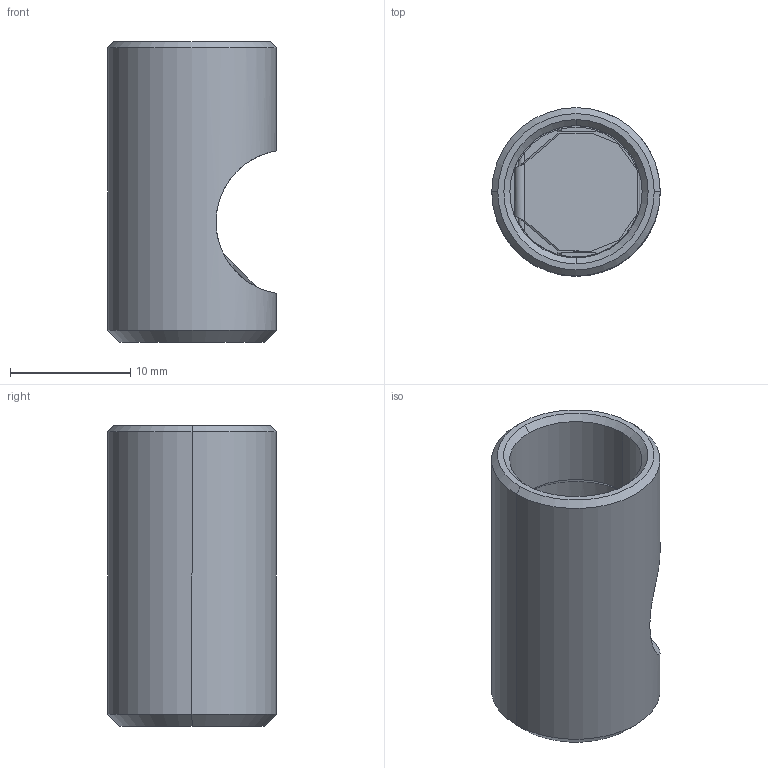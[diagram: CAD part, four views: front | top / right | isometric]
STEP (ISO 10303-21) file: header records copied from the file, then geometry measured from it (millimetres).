
FILE_DESCRIPTION (( 'STEP AP214' ), '1' );
FILE_NAME ('ACCTRAM - Right angle mirror nc fxt.STEP', '2022-02-22T01:22:30', ( '' ), ( '' ), 'SwSTEP 2.0', 'SolidWorks 2021', '' );
FILE_SCHEMA (( 'AUTOMOTIVE_DESIGN' ));
Length unit declared in the file: inch
Products named in the file (1): ACCTRAM - Right angle mirror nc fxt
Bounding box: 14 x 14 x 25 mm (x, y, z)
Volume: 1805.1 mm3; surface area: 3019.1 mm2
Topology: 5 solids, 5 shells, 196 faces, 475 edges, 285 vertices
Faces by surface type: plane 85, cylinder 48, cone 46, bspline 17
Entity records: 6517 total; most frequent: CARTESIAN_POINT 2035, ORIENTED_EDGE 934, DIRECTION 893, EDGE_CURVE 467, AXIS2_PLACEMENT_3D 328, VERTEX_POINT 285, VECTOR 237, LINE 237
